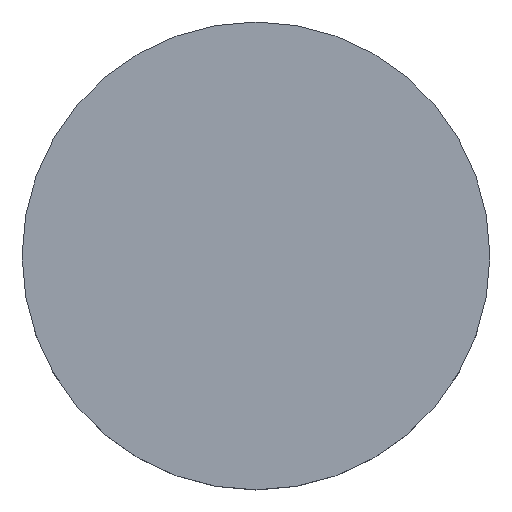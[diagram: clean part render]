
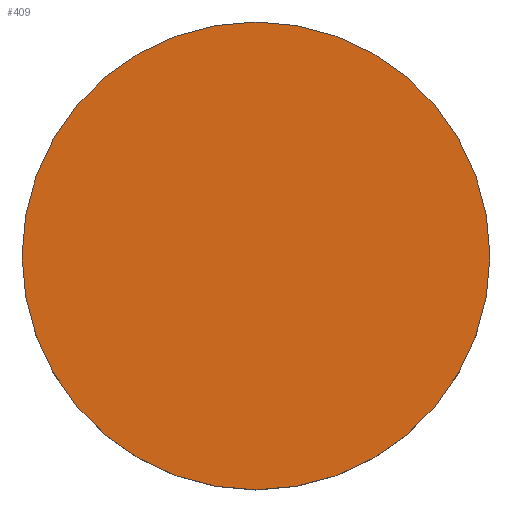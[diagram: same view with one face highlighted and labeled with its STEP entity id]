
A CAD part, top view. The second image highlights one B-rep face of the part: STEP entity #409.
In plain terms, the highlighted planar face has unit normal (0, 0, 1).
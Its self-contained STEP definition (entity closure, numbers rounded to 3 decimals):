
#14 = CIRCLE ( 'NONE', #332, 2.375 ) ;
#39 = AXIS2_PLACEMENT_3D ( 'NONE', #429, #510, #351 ) ;
#52 = VERTEX_POINT ( 'NONE', #427 ) ;
#84 = VERTEX_POINT ( 'NONE', #312 ) ;
#98 = ORIENTED_EDGE ( 'NONE', *, *, #151, .T. ) ;
#100 = DIRECTION ( 'NONE',  ( 1., 0., 0. ) ) ;
#146 = CARTESIAN_POINT ( 'NONE',  ( 0., 0., 0.8 ) ) ;
#151 = EDGE_CURVE ( 'NONE', #84, #52, #14, .T. ) ;
#171 = EDGE_CURVE ( 'NONE', #52, #84, #516, .T. ) ;
#175 = PLANE ( 'NONE',  #39 ) ;
#188 = DIRECTION ( 'NONE',  ( 1., 0., 0. ) ) ;
#235 = CARTESIAN_POINT ( 'NONE',  ( 0., 0., 0.8 ) ) ;
#248 = FACE_OUTER_BOUND ( 'NONE', #435, .T. ) ;
#265 = DIRECTION ( 'NONE',  ( 0., 0., 1. ) ) ;
#276 = AXIS2_PLACEMENT_3D ( 'NONE', #235, #483, #100 ) ;
#307 = ORIENTED_EDGE ( 'NONE', *, *, #171, .T. ) ;
#312 = CARTESIAN_POINT ( 'NONE',  ( -2.375, 0., 0.8 ) ) ;
#332 = AXIS2_PLACEMENT_3D ( 'NONE', #146, #265, #188 ) ;
#351 = DIRECTION ( 'NONE',  ( 1., 0., 0. ) ) ;
#409 = ADVANCED_FACE ( 'NONE', ( #248 ), #175, .T. ) ;
#427 = CARTESIAN_POINT ( 'NONE',  ( 2.375, 0., 0.8 ) ) ;
#429 = CARTESIAN_POINT ( 'NONE',  ( 0., 0., 0.8 ) ) ;
#435 = EDGE_LOOP ( 'NONE', ( #98, #307 ) ) ;
#483 = DIRECTION ( 'NONE',  ( 0., 0., 1. ) ) ;
#510 = DIRECTION ( 'NONE',  ( 0., 0., 1. ) ) ;
#516 = CIRCLE ( 'NONE', #276, 2.375 ) ;
